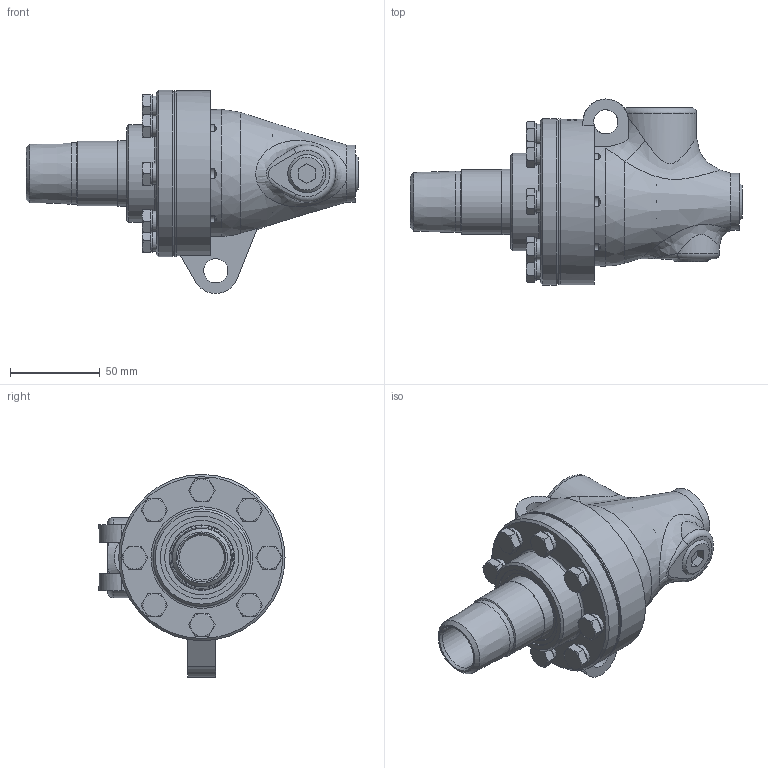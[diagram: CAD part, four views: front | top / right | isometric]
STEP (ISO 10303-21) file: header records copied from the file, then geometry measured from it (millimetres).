
FILE_DESCRIPTION(/* description */ (''),/* implementation_level */ '2;1');
FILE_NAME(/* name */ 'BC-54165-16-50-IC.stp',/* time_stamp */ '2020-05-19T14:12:21-05:00',/* author */ ('dyurkovich'),/* organization */ (''),/* preprocessor_version */ 'ST-DEVELOPER v18',/* originating_system */ 'Autodesk Inventor 2020',/* authorisation */ '');
FILE_SCHEMA (('AUTOMOTIVE_DESIGN { 1 0 10303 214 3 1 1 }'));
Products named in the file (1): BC-54165-16-50-IC
Bounding box: 184.52 x 103.38 x 112.9 mm (x, y, z)
Volume: 500698.6 mm3; surface area: 69410.7 mm2
Topology: 1 solids, 5 shells, 731 faces, 1876 edges, 1227 vertices
Faces by surface type: plane 318, bspline 198, cylinder 122, cone 90, torus 3
Full cylindrical faces by diameter (mm): 6.401 x7, 7.938 x8, 8.6 x8, 8.89 x8, 12.7 x8, 13.487 x1, 13.492 x1, 25 x1, 31.75 x1, 34.03 x1, 35.8 x1, 36.35 x1, 41.275 x1, 46.025 x1, 54.229 x1, 91.948 x1, 92.2 x1, 92.456 x1
Entity records: 64055 total; most frequent: CARTESIAN_POINT 46783, ORIENTED_EDGE 3750, DIRECTION 3109, EDGE_CURVE 1875, VERTEX_POINT 1227, AXIS2_PLACEMENT_3D 1174, EDGE_LOOP 826, LINE 761
